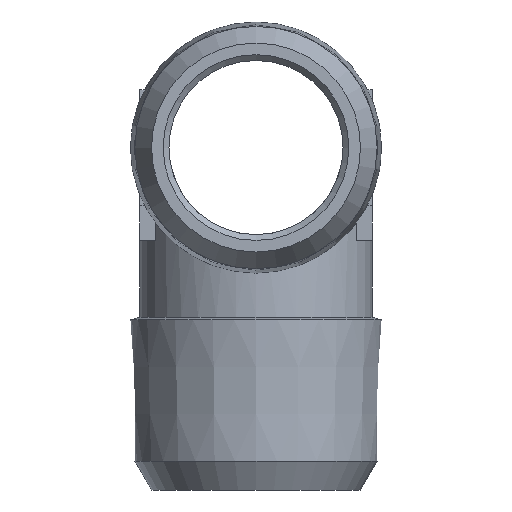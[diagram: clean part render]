
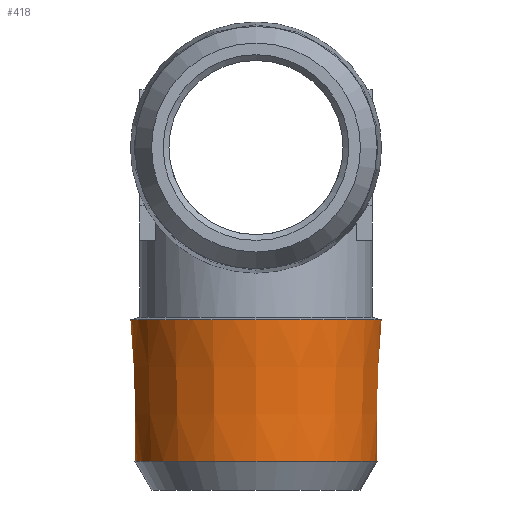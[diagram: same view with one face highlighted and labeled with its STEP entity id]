
A CAD part, left-side view. The second image highlights one B-rep face of the part: STEP entity #418.
In plain terms, the highlighted conical face has half-angle 1.79 degrees and reference radius 10.435 mm.
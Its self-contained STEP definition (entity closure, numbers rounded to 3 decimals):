
#72 = CARTESIAN_POINT ( 'NONE',  ( -53.733, -147.362, -44.869 ) ) ;
#91 = DIRECTION ( 'NONE',  ( 1., 0., 0. ) ) ;
#163 = DIRECTION ( 'NONE',  ( 0., 0., 1. ) ) ;
#186 = DIRECTION ( 'NONE',  ( 1., 0., 0. ) ) ;
#196 = CARTESIAN_POINT ( 'NONE',  ( -53.733, -147.362, -32.702 ) ) ;
#198 = DIRECTION ( 'NONE',  ( 0., 0., 1. ) ) ;
#223 = DIRECTION ( 'NONE',  ( 1., 0., 0. ) ) ;
#232 = DIRECTION ( 'NONE',  ( 0., 0., 1. ) ) ;
#233 = CARTESIAN_POINT ( 'NONE',  ( -53.733, -147.362, -44.869 ) ) ;
#418 = ADVANCED_FACE ( 'NONE', ( #779, #775 ), #771, .T. ) ;
#454 = AXIS2_PLACEMENT_3D ( 'NONE', #233, #232, #186 ) ;
#460 = AXIS2_PLACEMENT_3D ( 'NONE', #196, #198, #223 ) ;
#551 = CARTESIAN_POINT ( 'NONE',  ( -43.298, -147.362, -44.869 ) ) ;
#554 = CARTESIAN_POINT ( 'NONE',  ( -42.918, -147.362, -32.702 ) ) ;
#573 = VERTEX_POINT ( 'NONE', #551 ) ;
#585 = VERTEX_POINT ( 'NONE', #554 ) ;
#682 = CIRCLE ( 'NONE', #460, 10.815 ) ;
#691 = CIRCLE ( 'NONE', #454, 10.435 ) ;
#771 = CONICAL_SURFACE ( 'NONE', #796, 10.435, 0.031 ) ;
#775 = FACE_BOUND ( 'NONE', #1151, .T. ) ;
#779 = FACE_OUTER_BOUND ( 'NONE', #1157, .T. ) ;
#796 = AXIS2_PLACEMENT_3D ( 'NONE', #72, #163, #91 ) ;
#827 = EDGE_CURVE ( 'NONE', #585, #585, #682, .T. ) ;
#833 = EDGE_CURVE ( 'NONE', #573, #573, #691, .T. ) ;
#1079 = ORIENTED_EDGE ( 'NONE', *, *, #827, .F. ) ;
#1081 = ORIENTED_EDGE ( 'NONE', *, *, #833, .T. ) ;
#1151 = EDGE_LOOP ( 'NONE', ( #1081 ) ) ;
#1157 = EDGE_LOOP ( 'NONE', ( #1079 ) ) ;
